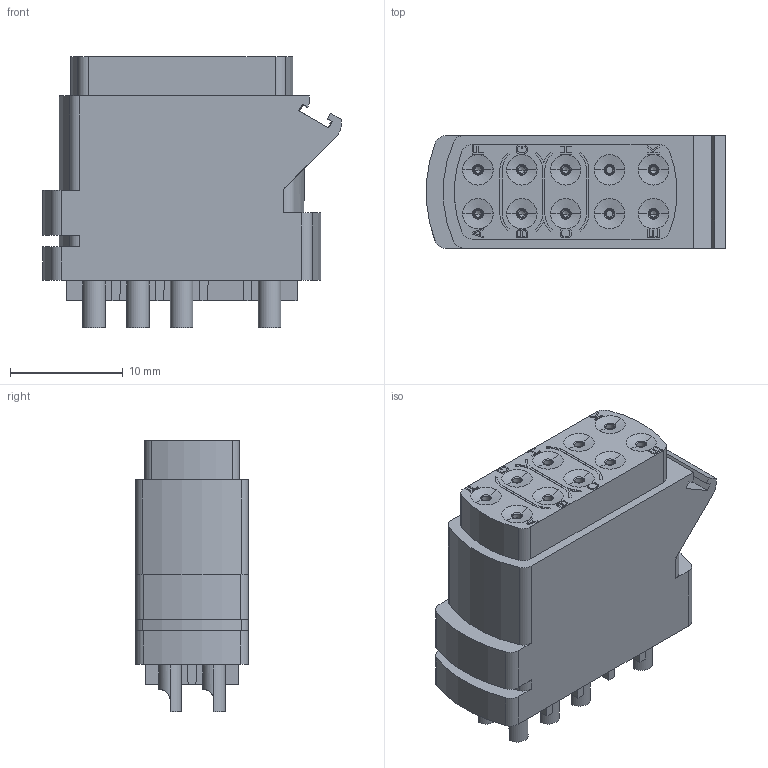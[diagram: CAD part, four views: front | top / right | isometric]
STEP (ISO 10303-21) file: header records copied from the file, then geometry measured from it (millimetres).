
FILE_DESCRIPTION((''),'2;1');
FILE_NAME('00110026402MOR','2020-09-17T',('presta_be4'),(''),'CREO PARAMETRIC BY PTC INC, 2018360','CREO PARAMETRIC BY PTC INC, 2018360','');
FILE_SCHEMA(('CONFIG_CONTROL_DESIGN'));
Products named in the file (1): 00110026402MOR
Bounding box: 26.57 x 10 x 24.12 mm (x, y, z)
Volume: 3573.8 mm3; surface area: 6230.5 mm2
Topology: 13 solids, 13 shells, 1796 faces, 4604 edges, 2902 vertices
Faces by surface type: plane 819, cylinder 357, cone 316, torus 304
Entity records: 60125 total; most frequent: CARTESIAN_POINT 15664, DIRECTION 9676, ORIENTED_EDGE 9144, EDGE_CURVE 4572, AXIS2_PLACEMENT_3D 3719, VERTEX_POINT 2902, VECTOR 2238, LINE 2238
